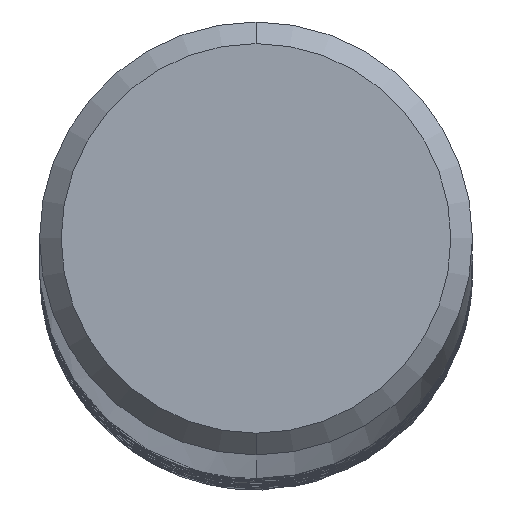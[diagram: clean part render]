
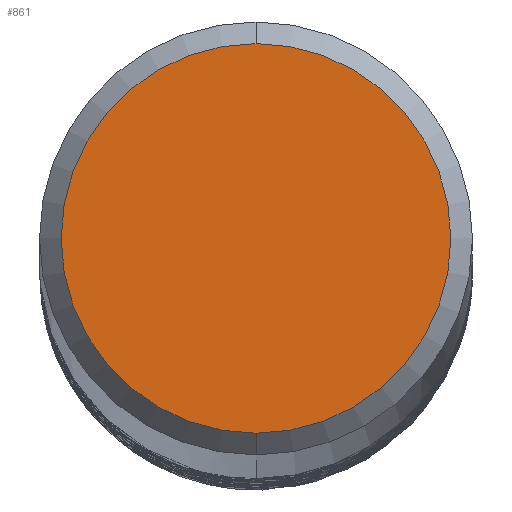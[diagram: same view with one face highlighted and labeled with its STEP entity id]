
A CAD part, top view. The second image highlights one B-rep face of the part: STEP entity #861.
In plain terms, the highlighted planar face has unit normal (0, 0, 1).
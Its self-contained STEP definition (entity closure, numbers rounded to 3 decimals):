
#415=VERTEX_POINT('',#1148);
#419=EDGE_CURVE('',#415,#887,#1152,.T.);
#425=EDGE_CURVE('',#887,#415,#1159,.T.);
#861=ADVANCED_FACE('',(#1625),#1626,.T.);
#887=VERTEX_POINT('',#1656);
#1148=CARTESIAN_POINT('',(0.,-0.72,0.0));
#1152=CIRCLE('',#2587,0.72);
#1159=CIRCLE('',#2915,0.72);
#1625=FACE_OUTER_BOUND('',#15033,.T.);
#1626=PLANE('',#15034);
#1656=CARTESIAN_POINT('',(0.0,0.72,0.0));
#2587=AXIS2_PLACEMENT_3D('',#21971,#21972,#21973);
#2915=AXIS2_PLACEMENT_3D('',#21982,#21983,#21984);
#15033=EDGE_LOOP('',(#22333,#22334));
#15034=AXIS2_PLACEMENT_3D('',#22335,#22336,#22337);
#21971=CARTESIAN_POINT('',(0.0,0.0,0.0));
#21972=DIRECTION('',(0.0,0.0,-1.0));
#21973=DIRECTION('',(0.0,1.0,0.0));
#21982=CARTESIAN_POINT('',(0.0,0.0,0.0));
#21983=DIRECTION('',(0.0,0.0,-1.0));
#21984=DIRECTION('',(0.0,1.0,0.0));
#22333=ORIENTED_EDGE('',*,*,#425,.F.);
#22334=ORIENTED_EDGE('',*,*,#419,.F.);
#22335=CARTESIAN_POINT('',(0.0,0.36,0.0));
#22336=DIRECTION('',(-0.0,0.0,1.0));
#22337=DIRECTION('',(0.0,-1.0,0.0));
